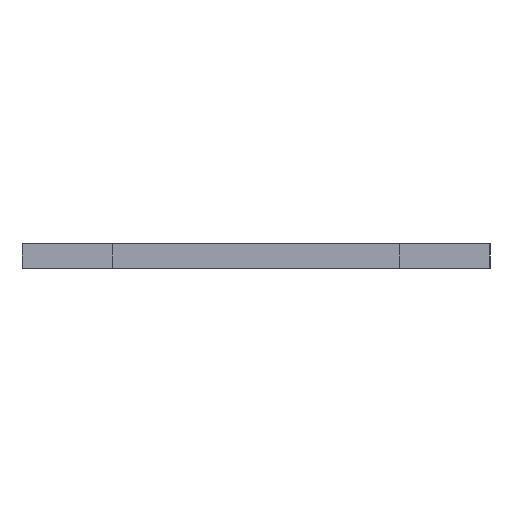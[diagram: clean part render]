
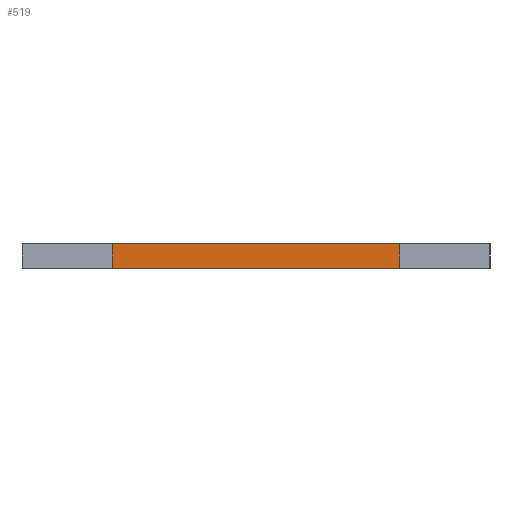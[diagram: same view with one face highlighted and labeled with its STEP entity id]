
A CAD part, left-side view. The second image highlights one B-rep face of the part: STEP entity #519.
In plain terms, the highlighted planar face has unit normal (-1, 0, 0).
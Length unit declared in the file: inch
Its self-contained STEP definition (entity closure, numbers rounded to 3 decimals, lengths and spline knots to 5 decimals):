
#16 = CARTESIAN_POINT ( 'NONE',  ( 336.5695, 0., 0. ) ) ;
#30 = EDGE_LOOP ( 'NONE', ( #42, #250, #537, #580 ) ) ;
#42 = ORIENTED_EDGE ( 'NONE', *, *, #735, .F. ) ;
#73 = CARTESIAN_POINT ( 'NONE',  ( 336.5695, 115.87474, 0.134 ) ) ;
#74 = LINE ( 'NONE', #73, #485 ) ;
#143 = VECTOR ( 'NONE', #321, 39.37008 ) ;
#149 = CARTESIAN_POINT ( 'NONE',  ( 336.5695, 115.87474, 0. ) ) ;
#189 = VERTEX_POINT ( 'NONE', #700 ) ;
#197 = DIRECTION ( 'NONE',  ( 0., 0., -1. ) ) ;
#224 = LINE ( 'NONE', #477, #509 ) ;
#225 = CARTESIAN_POINT ( 'NONE',  ( 336.5695, 115.87474, 0.134 ) ) ;
#250 = ORIENTED_EDGE ( 'NONE', *, *, #503, .F. ) ;
#251 = DIRECTION ( 'NONE',  ( -1., 0., 0. ) ) ;
#273 = DIRECTION ( 'NONE',  ( 0., 1., 0. ) ) ;
#302 = VERTEX_POINT ( 'NONE', #225 ) ;
#311 = EDGE_CURVE ( 'NONE', #404, #189, #598, .T. ) ;
#321 = DIRECTION ( 'NONE',  ( 0., 1., 0. ) ) ;
#329 = FACE_OUTER_BOUND ( 'NONE', #30, .T. ) ;
#351 = EDGE_CURVE ( 'NONE', #302, #404, #224, .T. ) ;
#357 = CARTESIAN_POINT ( 'NONE',  ( 336.5695, 0., 0.134 ) ) ;
#403 = AXIS2_PLACEMENT_3D ( 'NONE', #357, #251, #665 ) ;
#404 = VERTEX_POINT ( 'NONE', #483 ) ;
#472 = VERTEX_POINT ( 'NONE', #149 ) ;
#477 = CARTESIAN_POINT ( 'NONE',  ( 336.5695, 0., 0.134 ) ) ;
#483 = CARTESIAN_POINT ( 'NONE',  ( 336.5695, 117.47274, 0.134 ) ) ;
#485 = VECTOR ( 'NONE', #197, 39.37008 ) ;
#503 = EDGE_CURVE ( 'NONE', #302, #472, #74, .T. ) ;
#509 = VECTOR ( 'NONE', #273, 39.37008 ) ;
#519 = ADVANCED_FACE ( 'NONE', ( #329 ), #529, .T. ) ;
#524 = VECTOR ( 'NONE', #657, 39.37008 ) ;
#529 = PLANE ( 'NONE',  #403 ) ;
#537 = ORIENTED_EDGE ( 'NONE', *, *, #351, .T. ) ;
#580 = ORIENTED_EDGE ( 'NONE', *, *, #311, .T. ) ;
#597 = CARTESIAN_POINT ( 'NONE',  ( 336.5695, 117.47274, 0.134 ) ) ;
#598 = LINE ( 'NONE', #597, #524 ) ;
#657 = DIRECTION ( 'NONE',  ( 0., 0., -1. ) ) ;
#665 = DIRECTION ( 'NONE',  ( 0., 0., 1. ) ) ;
#700 = CARTESIAN_POINT ( 'NONE',  ( 336.5695, 117.47274, 0. ) ) ;
#735 = EDGE_CURVE ( 'NONE', #472, #189, #770, .T. ) ;
#770 = LINE ( 'NONE', #16, #143 ) ;
